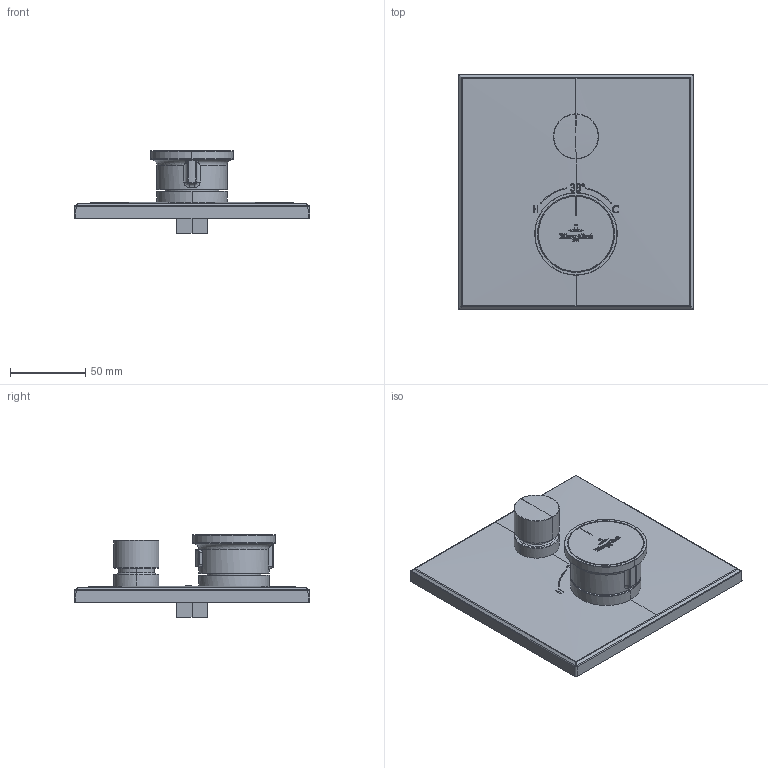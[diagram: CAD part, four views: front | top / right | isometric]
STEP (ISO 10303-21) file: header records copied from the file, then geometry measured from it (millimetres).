
FILE_DESCRIPTION((''),'2;1');
FILE_NAME('TVS117001000_3DPL','2025-07-02T11:29:47',('MaiP'),(''),'CREO PARAMETRIC BY PTC INC, 2024253','CREO PARAMETRIC BY PTC INC, 2024253','');
FILE_SCHEMA(('AP242_MANAGED_MODEL_BASED_3D_ENGINEERING_MIM_LF { 1 0 10303 442 1 1 4 }'));
Length unit declared in the file: millimetre
Products named in the file (1): TVS117001000_3DPL
Bounding box: 157 x 157 x 54.87 mm (x, y, z)
Volume: 335328 mm3; surface area: 67890.9 mm2
Topology: 1 solids, 4 shells, 497 faces, 1278 edges, 829 vertices
Faces by surface type: plane 228, extrusion 105, cylinder 97, torus 27, bspline 27, sphere 11, cone 2
Entity records: 19576 total; most frequent: CARTESIAN_POINT 6506, ORIENTED_EDGE 2532, DIRECTION 1926, EDGE_CURVE 1272, VERTEX_POINT 829, VECTOR 810, LINE 705, AXIS2_PLACEMENT_3D 558
